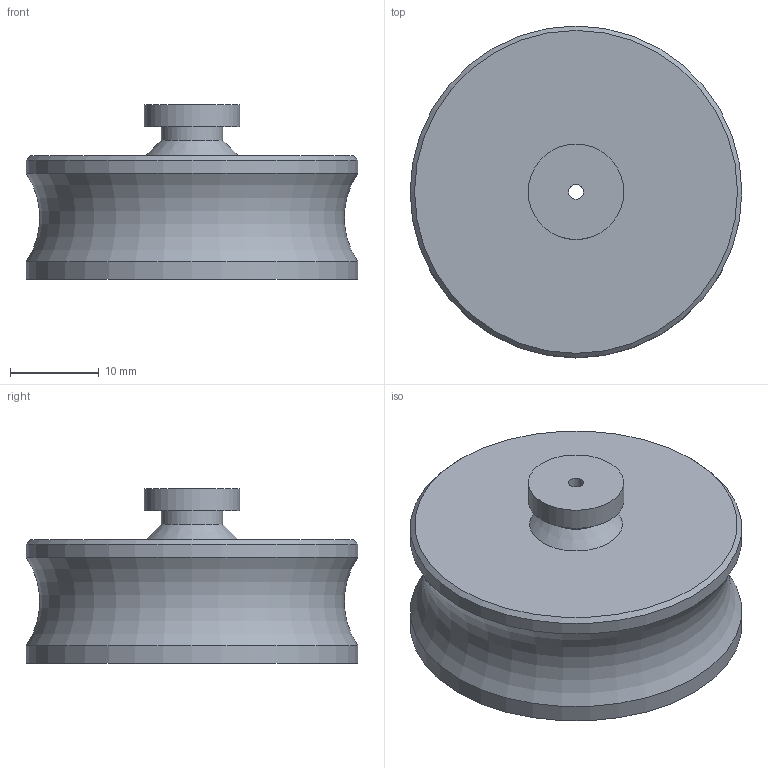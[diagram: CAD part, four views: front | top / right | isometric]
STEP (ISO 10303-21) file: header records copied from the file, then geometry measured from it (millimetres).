
FILE_DESCRIPTION(/* description */ (''),/* implementation_level */ '2;1');
FILE_NAME(/* name */ 'Flywheel.step',/* time_stamp */ '2019-03-31T13:08:12-05:00',/* author */ (''),/* organization */ (''),/* preprocessor_version */ 'ST-DEVELOPER v17.2',/* originating_system */ 'Autodesk Translation Framework v7.6.0.251',/* authorisation */ '');
FILE_SCHEMA (('AUTOMOTIVE_DESIGN { 1 0 10303 214 3 1 1 }'));
Length unit declared in the file: millimetre
Products named in the file (1): Flywheel
Bounding box: 37.4 x 37.4 x 19.69 mm (x, y, z)
Volume: 4855.2 mm3; surface area: 5151.2 mm2
Topology: 1 solids, 1 shells, 15 faces, 27 edges, 17 vertices
Faces by surface type: cylinder 6, plane 5, cone 3, torus 1
Full cylindrical faces by diameter (mm): 1.7 x1, 6.93 x1, 10.76 x1, 32 x1, 37.4 x2
Entity records: 419 total; most frequent: DIRECTION 77, CARTESIAN_POINT 60, ORIENTED_EDGE 54, AXIS2_PLACEMENT_3D 34, EDGE_CURVE 27, EDGE_LOOP 20, CIRCLE 18, VERTEX_POINT 17
